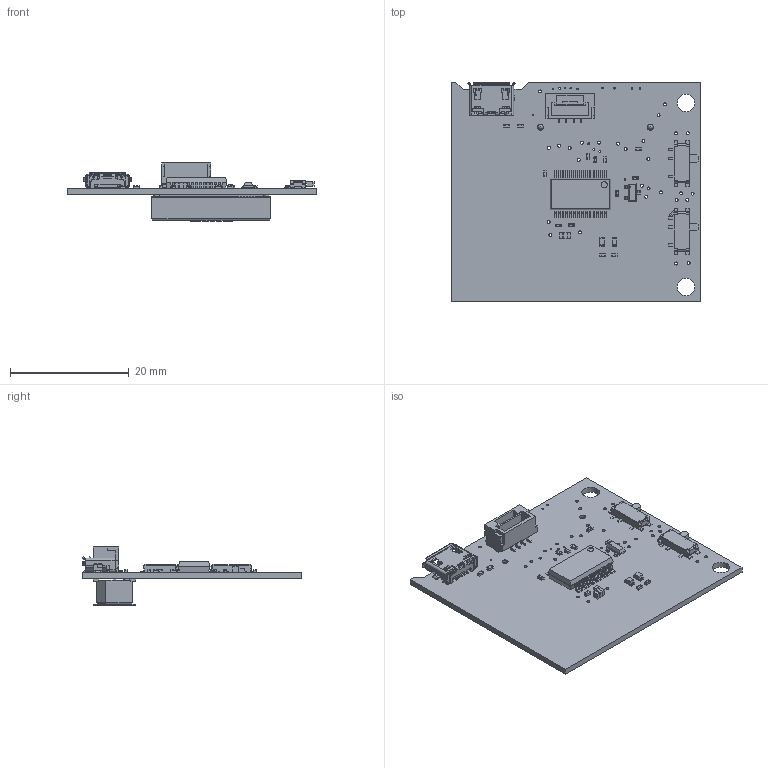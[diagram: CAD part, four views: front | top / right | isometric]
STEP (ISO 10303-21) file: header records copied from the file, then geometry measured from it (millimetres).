
FILE_DESCRIPTION(/* description */ (''),/* implementation_level */ '2;1');
FILE_NAME(/* name */ 'M0017_STEP_FILE.step',/* time_stamp */ '2021-10-28T18:49:04-07:00',/* author */ (''),/* organization */ (''),/* preprocessor_version */ 'ST-DEVELOPER v18.1',/* originating_system */ 'Autodesk Translation Framework v10.10.0.1391',/* authorisation */ '');
FILE_SCHEMA (('AUTOMOTIVE_DESIGN { 1 0 10303 214 3 1 1 }'));
Products named in the file (16): M0017; PCB Component; Board; BM04B-GHS-TBT v1; CAP-0603 v1; PCM12SMTR--3DModel-STEP-56544 v1; 10118194c v1; LTST-C190KGKT v1; SOT-23_MC v1; QTH-030-01-L-D-A-K-TR v1; _TQTH-030-01-L-D-A-K-TR_terminal; _T-1S39-01(-030-01-D)_pin; _T-1G1-01_imp; Capacitor 0402 v1; RES-0402 v1; FT232RL--3DModel-STEP-56544 v1
Assembly tree (29 placements, depth 3):
  M0017
    PCB Component
      Board
    BM04B-GHS-TBT v1
    Capacitor 0402 v1  x5
    CAP-0603 v1
    PCM12SMTR--3DModel-STEP-56544 v1  x2
    10118194c v1
    LTST-C190KGKT v1  x2
    RES-0402 v1  x9
    SOT-23_MC v1
    QTH-030-01-L-D-A-K-TR v1
      _TQTH-030-01-L-D-A-K-TR_terminal
      _T-1S39-01(-030-01-D)_pin
      _T-1G1-01_imp
    FT232RL--3DModel-STEP-56544 v1
Bounding box: 42 x 37 x 9.76 mm (x, y, z)
Volume: 2148.1 mm3; surface area: 5813.1 mm2
Topology: 102 solids, 102 shells, 4109 faces, 11152 edges, 7164 vertices
Faces by surface type: plane 3214, cylinder 732, sphere 86, bspline 61, cone 12, torus 4
Full cylindrical faces by diameter (mm): 0.152 x1, 0.203 x2, 0.305 x12, 0.508 x32, 0.787 x4, 0.889 x2, 0.9 x4, 1.02 x4, 2.95 x2, 7.01 x1
Entity records: 110920 total; most frequent: CARTESIAN_POINT 21282, ORIENTED_EDGE 18772, DIRECTION 17168, EDGE_CURVE 9386, LINE 8140, VECTOR 8140, VERTEX_POINT 6145, AXIS2_PLACEMENT_3D 4514
